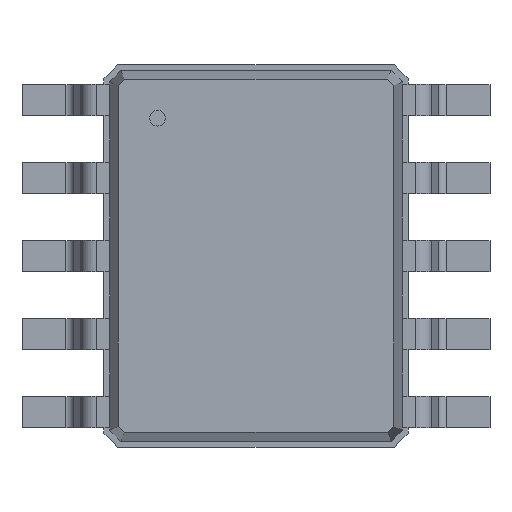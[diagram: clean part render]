
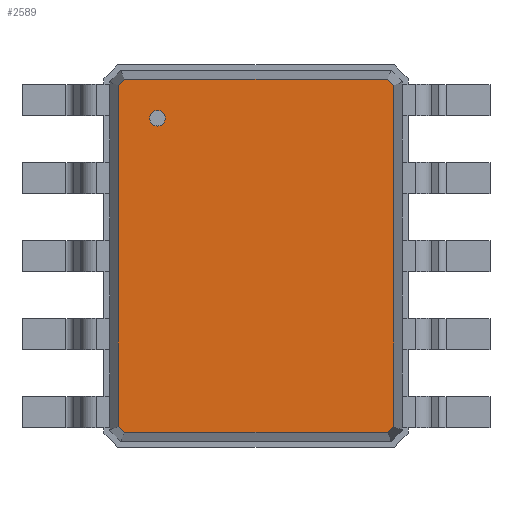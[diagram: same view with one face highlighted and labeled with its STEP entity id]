
A CAD part, top view. The second image highlights one B-rep face of the part: STEP entity #2589.
In plain terms, the highlighted planar face has unit normal (0, 0, 1).
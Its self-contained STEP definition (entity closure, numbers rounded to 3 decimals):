
#27=VECTOR('',#28,1.);
#28=DIRECTION('',(1.,0.,0.));
#52=VECTOR('',#53,1.);
#53=DIRECTION('',(0.707,0.707,0.));
#59=VECTOR('',#60,1.);
#60=DIRECTION('',(0.,1.,0.));
#66=VECTOR('',#67,1.);
#67=DIRECTION('',(-0.707,0.707,0.));
#73=VECTOR('',#74,1.);
#74=DIRECTION('',(-1.,0.,0.));
#80=VECTOR('',#81,1.);
#81=DIRECTION('',(-0.707,-0.707,0.));
#87=VECTOR('',#88,1.);
#88=DIRECTION('',(0.,-1.,0.));
#92=VECTOR('',#93,1.);
#93=DIRECTION('',(0.707,-0.707,0.));
#945=DIRECTION('',(0.,0.,-1.));
#988=VERTEX_POINT('',#989);
#989=CARTESIAN_POINT('',(-1.764,2.182,1.6));
#992=EDGE_CURVE('',#993,#988,#995,.T.);
#993=VERTEX_POINT('',#994);
#994=CARTESIAN_POINT('',(-1.764,-2.182,1.6));
#995=LINE('',#994,#59);
#1006=VERTEX_POINT('',#1007);
#1007=CARTESIAN_POINT('',(-1.682,2.264,1.6));
#1010=EDGE_CURVE('',#988,#1006,#1011,.T.);
#1011=LINE('',#989,#52);
#1020=VERTEX_POINT('',#1021);
#1021=CARTESIAN_POINT('',(1.682,2.264,1.6));
#1024=EDGE_CURVE('',#1006,#1020,#1025,.T.);
#1025=LINE('',#1007,#27);
#1034=VERTEX_POINT('',#1035);
#1035=CARTESIAN_POINT('',(1.764,2.182,1.6));
#1038=EDGE_CURVE('',#1020,#1034,#1039,.T.);
#1039=LINE('',#1021,#92);
#1088=VERTEX_POINT('',#1089);
#1089=CARTESIAN_POINT('',(1.764,-2.182,1.6));
#1092=EDGE_CURVE('',#1034,#1088,#1093,.T.);
#1093=LINE('',#1035,#87);
#2589=ADVANCED_FACE('',(#2590,#2610),#2620,.F.);
#2590=FACE_BOUND('',#2591,.F.);
#2591=EDGE_LOOP('',(#2592,#2593,#2594,#2595,#2600,#2605,#2608,#2609));
#2592=ORIENTED_EDGE('',*,*,#1024,.T.);
#2593=ORIENTED_EDGE('',*,*,#1038,.T.);
#2594=ORIENTED_EDGE('',*,*,#1092,.T.);
#2595=ORIENTED_EDGE('',*,*,#2596,.T.);
#2596=EDGE_CURVE('',#1088,#2597,#2599,.T.);
#2597=VERTEX_POINT('',#2598);
#2598=CARTESIAN_POINT('',(1.682,-2.264,1.6));
#2599=LINE('',#1089,#80);
#2600=ORIENTED_EDGE('',*,*,#2601,.T.);
#2601=EDGE_CURVE('',#2597,#2602,#2604,.T.);
#2602=VERTEX_POINT('',#2603);
#2603=CARTESIAN_POINT('',(-1.682,-2.264,1.6));
#2604=LINE('',#2598,#73);
#2605=ORIENTED_EDGE('',*,*,#2606,.T.);
#2606=EDGE_CURVE('',#2602,#993,#2607,.T.);
#2607=LINE('',#2603,#66);
#2608=ORIENTED_EDGE('',*,*,#992,.T.);
#2609=ORIENTED_EDGE('',*,*,#1010,.T.);
#2610=FACE_BOUND('',#2611,.F.);
#2611=EDGE_LOOP('',(#2612));
#2612=ORIENTED_EDGE('',*,*,#2613,.F.);
#2613=EDGE_CURVE('',#2614,#2614,#2616,.T.);
#2614=VERTEX_POINT('',#2615);
#2615=CARTESIAN_POINT('',(-1.264,1.664,1.6));
#2616=CIRCLE('',#2617,0.1);
#2617=AXIS2_PLACEMENT_3D('',#2618,#2619,#88);
#2618=CARTESIAN_POINT('',(-1.264,1.764,1.6));
#2619=DIRECTION('',(0.,-0.,-1.));
#2620=PLANE('',#2621);
#2621=AXIS2_PLACEMENT_3D('',#1007,#945,#2622);
#2622=DIRECTION('',(0.596,-0.803,0.));
